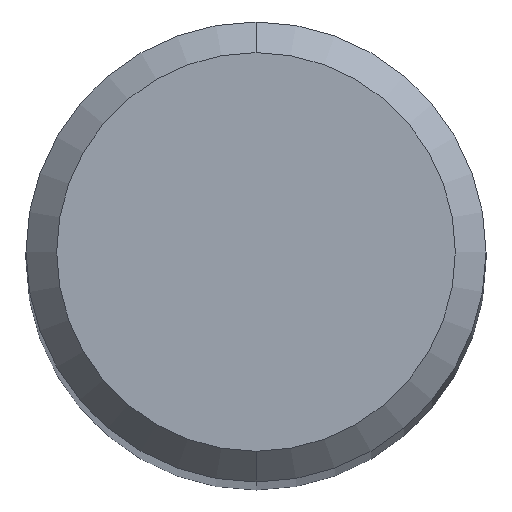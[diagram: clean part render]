
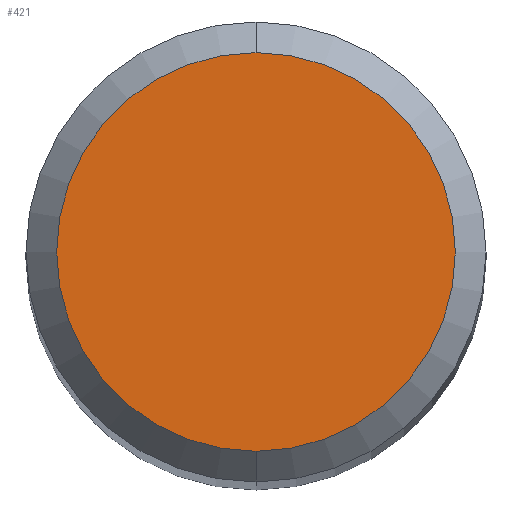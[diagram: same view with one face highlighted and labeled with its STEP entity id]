
A CAD part, top view. The second image highlights one B-rep face of the part: STEP entity #421.
In plain terms, the highlighted planar face has unit normal (0, 0, 1).
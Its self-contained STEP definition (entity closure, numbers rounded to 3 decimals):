
#353=VERTEX_POINT('',#894);
#421=ADVANCED_FACE('',(#967),#968,.T.);
#429=EDGE_CURVE('',#353,#689,#976,.T.);
#689=VERTEX_POINT('',#1261);
#763=EDGE_CURVE('',#689,#353,#1342,.T.);
#894=CARTESIAN_POINT('',(0.,-2.6,0.0));
#967=FACE_OUTER_BOUND('',#1812,.T.);
#968=PLANE('',#1813);
#976=CIRCLE('',#1824,2.6);
#1261=CARTESIAN_POINT('',(0.0,2.6,0.0));
#1342=CIRCLE('',#3537,2.6);
#1812=EDGE_LOOP('',(#4083,#4084));
#1813=AXIS2_PLACEMENT_3D('',#4085,#4086,#4087);
#1824=AXIS2_PLACEMENT_3D('',#4094,#4095,#4096);
#3537=AXIS2_PLACEMENT_3D('',#4536,#4537,#4538);
#4083=ORIENTED_EDGE('',*,*,#763,.F.);
#4084=ORIENTED_EDGE('',*,*,#429,.F.);
#4085=CARTESIAN_POINT('',(0.0,1.3,0.0));
#4086=DIRECTION('',(-0.0,0.0,1.0));
#4087=DIRECTION('',(0.0,-1.0,0.0));
#4094=CARTESIAN_POINT('',(0.0,0.0,0.0));
#4095=DIRECTION('',(0.0,0.0,-1.0));
#4096=DIRECTION('',(0.0,1.0,0.0));
#4536=CARTESIAN_POINT('',(0.0,0.0,0.0));
#4537=DIRECTION('',(0.0,0.0,-1.0));
#4538=DIRECTION('',(0.0,1.0,0.0));
